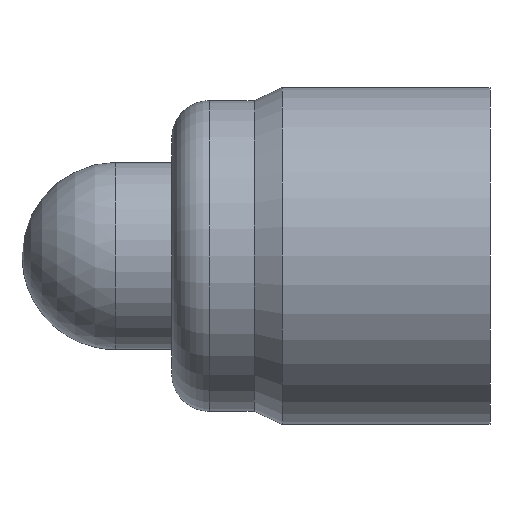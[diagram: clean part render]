
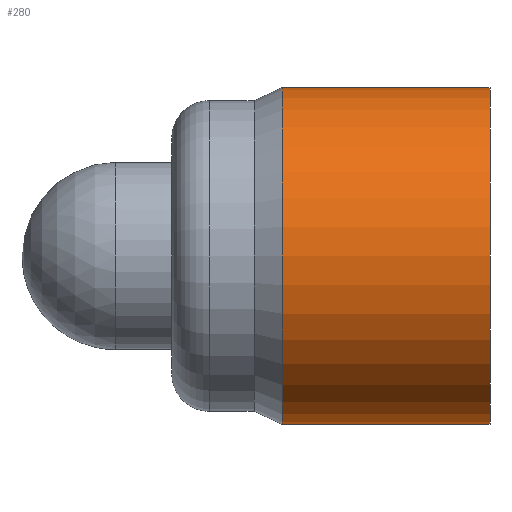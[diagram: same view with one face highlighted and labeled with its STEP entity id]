
A CAD part, front view. The second image highlights one B-rep face of the part: STEP entity #280.
In plain terms, the highlighted cylindrical face has radius 0.45 mm (diameter 0.9 mm), a partial arc.
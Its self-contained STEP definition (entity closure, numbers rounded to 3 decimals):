
#6 = CARTESIAN_POINT ( 'NONE',  ( 6.109, 0., 0.45 ) ) ;
#12 = AXIS2_PLACEMENT_3D ( 'NONE', #325, #13, #127 ) ;
#13 = DIRECTION ( 'NONE',  ( -1., 0., 0. ) ) ;
#57 = DIRECTION ( 'NONE',  ( -1., 0., 0. ) ) ;
#65 = CARTESIAN_POINT ( 'NONE',  ( 5.554, 0., 0.45 ) ) ;
#70 = CARTESIAN_POINT ( 'NONE',  ( 6.109, 0., -0.45 ) ) ;
#86 = VECTOR ( 'NONE', #57, 1000. ) ;
#116 = ORIENTED_EDGE ( 'NONE', *, *, #225, .T. ) ;
#127 = DIRECTION ( 'NONE',  ( 0., 0., 1. ) ) ;
#129 = VERTEX_POINT ( 'NONE', #6 ) ;
#137 = CIRCLE ( 'NONE', #348, 0.45 ) ;
#146 = EDGE_CURVE ( 'NONE', #129, #243, #317, .T. ) ;
#152 = CARTESIAN_POINT ( 'NONE',  ( -12.987, 0., -0.45 ) ) ;
#158 = CARTESIAN_POINT ( 'NONE',  ( 5.554, 0., -0.45 ) ) ;
#165 = EDGE_LOOP ( 'NONE', ( #195, #116, #254, #343 ) ) ;
#188 = DIRECTION ( 'NONE',  ( 0., 0., 1. ) ) ;
#195 = ORIENTED_EDGE ( 'NONE', *, *, #233, .F. ) ;
#198 = AXIS2_PLACEMENT_3D ( 'NONE', #294, #205, #188 ) ;
#205 = DIRECTION ( 'NONE',  ( -1., 0., 0. ) ) ;
#210 = CARTESIAN_POINT ( 'NONE',  ( 5.554, 0., 0. ) ) ;
#219 = VERTEX_POINT ( 'NONE', #158 ) ;
#225 = EDGE_CURVE ( 'NONE', #235, #129, #362, .T. ) ;
#233 = EDGE_CURVE ( 'NONE', #235, #219, #324, .T. ) ;
#235 = VERTEX_POINT ( 'NONE', #70 ) ;
#242 = DIRECTION ( 'NONE',  ( -1., 0., 0. ) ) ;
#243 = VERTEX_POINT ( 'NONE', #65 ) ;
#254 = ORIENTED_EDGE ( 'NONE', *, *, #146, .T. ) ;
#265 = FACE_OUTER_BOUND ( 'NONE', #165, .T. ) ;
#268 = CYLINDRICAL_SURFACE ( 'NONE', #12, 0.45 ) ;
#271 = DIRECTION ( 'NONE',  ( -1., 0., 0. ) ) ;
#280 = ADVANCED_FACE ( 'NONE', ( #265 ), #268, .T. ) ;
#287 = CARTESIAN_POINT ( 'NONE',  ( -12.987, 0., 0.45 ) ) ;
#291 = EDGE_CURVE ( 'NONE', #219, #243, #137, .T. ) ;
#294 = CARTESIAN_POINT ( 'NONE',  ( 6.109, 0., 0. ) ) ;
#317 = LINE ( 'NONE', #287, #86 ) ;
#324 = LINE ( 'NONE', #152, #345 ) ;
#325 = CARTESIAN_POINT ( 'NONE',  ( -12.987, 0., 0. ) ) ;
#329 = DIRECTION ( 'NONE',  ( 0., 0., 1. ) ) ;
#343 = ORIENTED_EDGE ( 'NONE', *, *, #291, .F. ) ;
#345 = VECTOR ( 'NONE', #242, 1000. ) ;
#348 = AXIS2_PLACEMENT_3D ( 'NONE', #210, #271, #329 ) ;
#362 = CIRCLE ( 'NONE', #198, 0.45 ) ;
